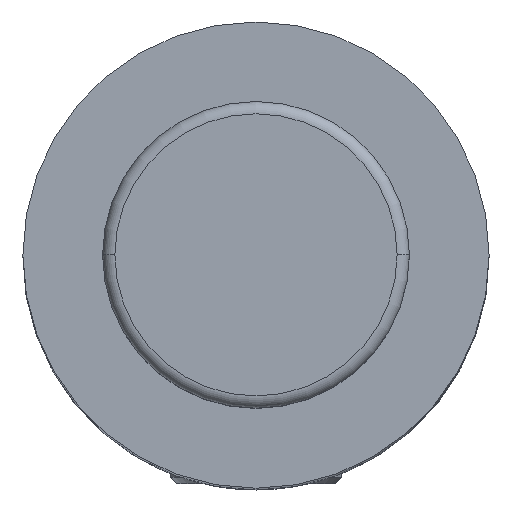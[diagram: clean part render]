
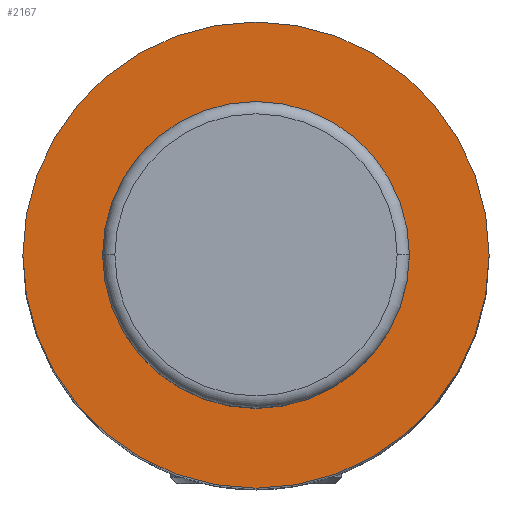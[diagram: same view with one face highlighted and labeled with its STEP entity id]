
A CAD part, top view. The second image highlights one B-rep face of the part: STEP entity #2167.
In plain terms, the highlighted planar face has unit normal (0, 0, 1).
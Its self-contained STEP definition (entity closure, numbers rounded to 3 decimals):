
#46 = PLANE ( 'NONE',  #1063 ) ;
#77 = ORIENTED_EDGE ( 'NONE', *, *, #1414, .F. ) ;
#126 = CIRCLE ( 'NONE', #1007, 12.5 ) ;
#230 = CARTESIAN_POINT ( 'NONE',  ( 12.5, 0., 83. ) ) ;
#276 = DIRECTION ( 'NONE',  ( 0., 0., -1. ) ) ;
#296 = DIRECTION ( 'NONE',  ( 0., 0., -1. ) ) ;
#304 = EDGE_CURVE ( 'NONE', #2040, #779, #1742, .T. ) ;
#310 = VERTEX_POINT ( 'NONE', #733 ) ;
#408 = CARTESIAN_POINT ( 'NONE',  ( -19., 0., 83. ) ) ;
#443 = DIRECTION ( 'NONE',  ( 1., 0., 0. ) ) ;
#496 = FACE_OUTER_BOUND ( 'NONE', #993, .T. ) ;
#502 = CIRCLE ( 'NONE', #936, 19. ) ;
#529 = EDGE_LOOP ( 'NONE', ( #1717, #1031 ) ) ;
#593 = CARTESIAN_POINT ( 'NONE',  ( 19., 0., 83. ) ) ;
#631 = AXIS2_PLACEMENT_3D ( 'NONE', #917, #2249, #1109 ) ;
#733 = CARTESIAN_POINT ( 'NONE',  ( -12.5, 0., 83. ) ) ;
#779 = VERTEX_POINT ( 'NONE', #408 ) ;
#810 = CARTESIAN_POINT ( 'NONE',  ( -12.5, 0., 83. ) ) ;
#917 = CARTESIAN_POINT ( 'NONE',  ( 0., 0., 83. ) ) ;
#936 = AXIS2_PLACEMENT_3D ( 'NONE', #1415, #276, #1608 ) ;
#957 = CARTESIAN_POINT ( 'NONE',  ( 0., 0., 83. ) ) ;
#983 = FACE_BOUND ( 'NONE', #529, .T. ) ;
#993 = EDGE_LOOP ( 'NONE', ( #77, #1752 ) ) ;
#1007 = AXIS2_PLACEMENT_3D ( 'NONE', #957, #2290, #1147 ) ;
#1031 = ORIENTED_EDGE ( 'NONE', *, *, #1090, .T. ) ;
#1063 = AXIS2_PLACEMENT_3D ( 'NONE', #810, #1579, #443 ) ;
#1090 = EDGE_CURVE ( 'NONE', #1324, #310, #1559, .T. ) ;
#1109 = DIRECTION ( 'NONE',  ( -1., 0., 0. ) ) ;
#1147 = DIRECTION ( 'NONE',  ( -1., 0., 0. ) ) ;
#1324 = VERTEX_POINT ( 'NONE', #230 ) ;
#1414 = EDGE_CURVE ( 'NONE', #779, #2040, #502, .T. ) ;
#1415 = CARTESIAN_POINT ( 'NONE',  ( 0., 0., 83. ) ) ;
#1435 = CARTESIAN_POINT ( 'NONE',  ( 0., 0., 83. ) ) ;
#1559 = CIRCLE ( 'NONE', #2325, 12.5 ) ;
#1579 = DIRECTION ( 'NONE',  ( 0., 0., 1. ) ) ;
#1608 = DIRECTION ( 'NONE',  ( -1., 0., 0. ) ) ;
#1623 = DIRECTION ( 'NONE',  ( -1., 0., 0. ) ) ;
#1717 = ORIENTED_EDGE ( 'NONE', *, *, #2429, .T. ) ;
#1742 = CIRCLE ( 'NONE', #631, 19. ) ;
#1752 = ORIENTED_EDGE ( 'NONE', *, *, #304, .F. ) ;
#2040 = VERTEX_POINT ( 'NONE', #593 ) ;
#2167 = ADVANCED_FACE ( 'NONE', ( #983, #496 ), #46, .T. ) ;
#2249 = DIRECTION ( 'NONE',  ( 0., 0., -1. ) ) ;
#2290 = DIRECTION ( 'NONE',  ( 0., 0., -1. ) ) ;
#2325 = AXIS2_PLACEMENT_3D ( 'NONE', #1435, #296, #1623 ) ;
#2429 = EDGE_CURVE ( 'NONE', #310, #1324, #126, .T. ) ;
